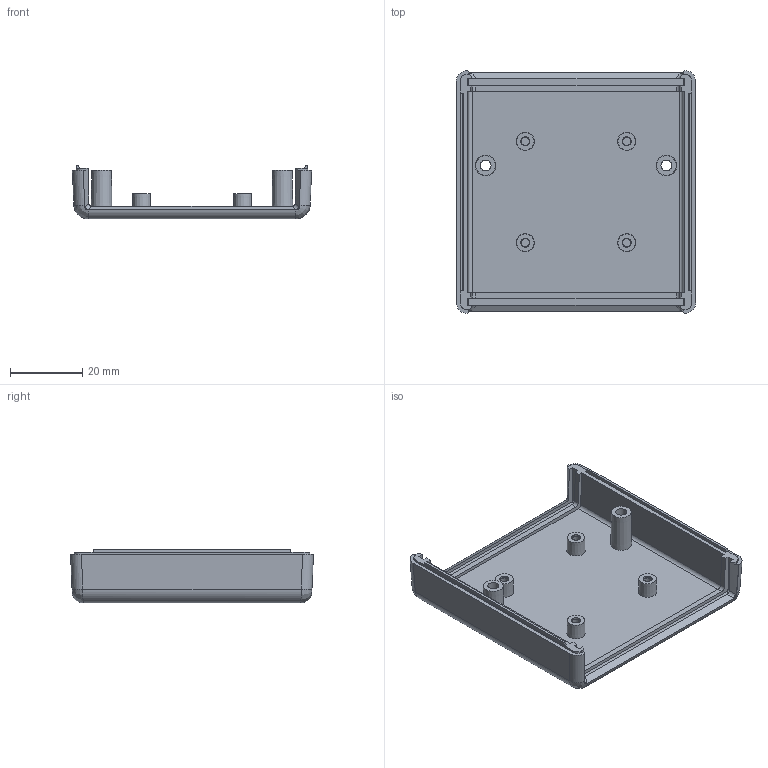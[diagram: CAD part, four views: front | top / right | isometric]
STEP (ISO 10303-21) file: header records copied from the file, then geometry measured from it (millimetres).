
FILE_DESCRIPTION((''),'2;1');
FILE_NAME('1593K BOTTOM.stp','2005-11-17T08:59:59',('rboehler'),(''),'Autodesk Inventor 10','Autodesk Inventor 10','');
FILE_SCHEMA(('AUTOMOTIVE_DESIGN { 1 0 10303 214 1 1 1 1 }'));
Length unit declared in the file: millimetre
Products named in the file (1): 1593K BOTTOM
Bounding box: 66.18 x 67.18 x 14.9 mm (x, y, z)
Volume: 15618.2 mm3; surface area: 13743.6 mm2
Topology: 1 solids, 1 shells, 130 faces, 324 edges, 210 vertices
Faces by surface type: plane 62, bspline 44, cylinder 18, cone 6
Entity records: 5067 total; most frequent: CARTESIAN_POINT 2233, ORIENTED_EDGE 600, DIRECTION 494, EDGE_CURVE 300, VERTEX_POINT 204, EDGE_LOOP 166, AXIS2_PLACEMENT_3D 165, VECTOR 164
